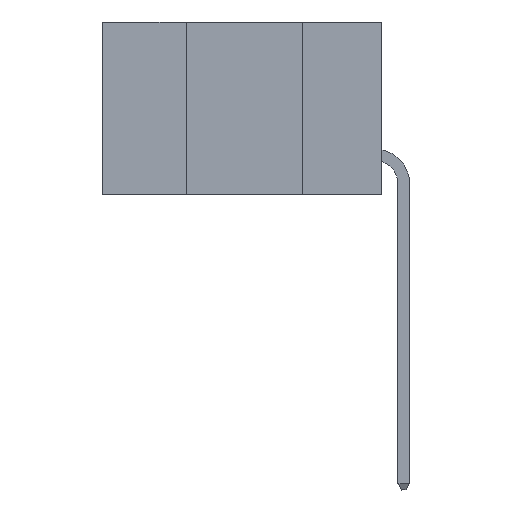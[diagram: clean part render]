
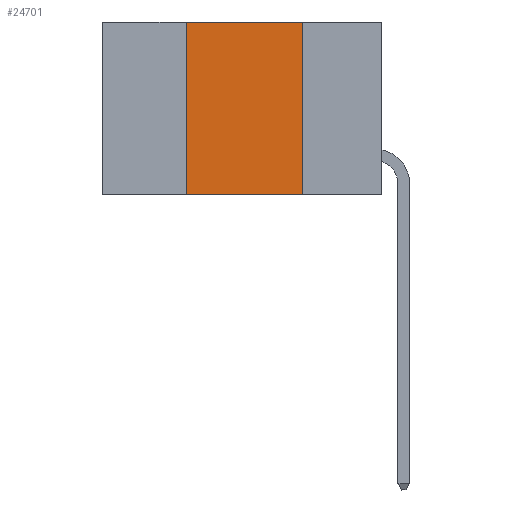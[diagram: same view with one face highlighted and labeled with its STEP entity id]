
A CAD part, left-side view. The second image highlights one B-rep face of the part: STEP entity #24701.
In plain terms, the highlighted planar face has unit normal (-1, 0, 0).
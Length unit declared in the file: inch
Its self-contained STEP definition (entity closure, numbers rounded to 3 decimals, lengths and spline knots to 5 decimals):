
#1514 = DIRECTION ( 'NONE',  ( 0., 0., 1. ) ) ;
#1790 = CARTESIAN_POINT ( 'NONE',  ( 0., 0.42, 0. ) ) ;
#2772 = DIRECTION ( 'NONE',  ( 1., 0., 0. ) ) ;
#3351 = ORIENTED_EDGE ( 'NONE', *, *, #23621, .T. ) ;
#7209 = EDGE_CURVE ( 'NONE', #31827, #16891, #12721, .T. ) ;
#9007 = VERTEX_POINT ( 'NONE', #18307 ) ;
#9844 = LINE ( 'NONE', #34947, #32892 ) ;
#11295 = VECTOR ( 'NONE', #1514, 39.37008 ) ;
#11541 = LINE ( 'NONE', #34963, #25669 ) ;
#12721 = LINE ( 'NONE', #24618, #31325 ) ;
#14971 = ORIENTED_EDGE ( 'NONE', *, *, #28509, .F. ) ;
#15557 = DIRECTION ( 'NONE',  ( 0., -1., 0. ) ) ;
#16891 = VERTEX_POINT ( 'NONE', #20407 ) ;
#17916 = AXIS2_PLACEMENT_3D ( 'NONE', #33790, #2772, #27686 ) ;
#18307 = CARTESIAN_POINT ( 'NONE',  ( 0., 0.17, -0.37 ) ) ;
#18606 = ORIENTED_EDGE ( 'NONE', *, *, #20807, .F. ) ;
#20407 = CARTESIAN_POINT ( 'NONE',  ( 0., 0.17, 0. ) ) ;
#20792 = DIRECTION ( 'NONE',  ( 0., 0., -1. ) ) ;
#20807 = EDGE_CURVE ( 'NONE', #16891, #9007, #9844, .T. ) ;
#20913 = EDGE_LOOP ( 'NONE', ( #18606, #29469, #14971, #3351 ) ) ;
#23335 = FACE_OUTER_BOUND ( 'NONE', #20913, .T. ) ;
#23621 = EDGE_CURVE ( 'NONE', #24014, #9007, #11541, .T. ) ;
#24014 = VERTEX_POINT ( 'NONE', #24752 ) ;
#24618 = CARTESIAN_POINT ( 'NONE',  ( 0., 0.6, 0. ) ) ;
#24701 = ADVANCED_FACE ( 'NONE', ( #23335 ), #36769, .F. ) ;
#24752 = CARTESIAN_POINT ( 'NONE',  ( 0., 0.42, -0.37 ) ) ;
#24999 = LINE ( 'NONE', #35764, #11295 ) ;
#25669 = VECTOR ( 'NONE', #15557, 39.37008 ) ;
#27469 = DIRECTION ( 'NONE',  ( 0., -1., 0. ) ) ;
#27686 = DIRECTION ( 'NONE',  ( 0., 0., -1. ) ) ;
#28509 = EDGE_CURVE ( 'NONE', #24014, #31827, #24999, .T. ) ;
#29469 = ORIENTED_EDGE ( 'NONE', *, *, #7209, .F. ) ;
#31325 = VECTOR ( 'NONE', #27469, 39.37008 ) ;
#31827 = VERTEX_POINT ( 'NONE', #1790 ) ;
#32892 = VECTOR ( 'NONE', #20792, 39.37008 ) ;
#33790 = CARTESIAN_POINT ( 'NONE',  ( 0., 0.6, 0. ) ) ;
#34947 = CARTESIAN_POINT ( 'NONE',  ( 0., 0.17, 0. ) ) ;
#34963 = CARTESIAN_POINT ( 'NONE',  ( 0., 0.6, -0.37 ) ) ;
#35764 = CARTESIAN_POINT ( 'NONE',  ( 0., 0.42, 0. ) ) ;
#36769 = PLANE ( 'NONE',  #17916 ) ;
